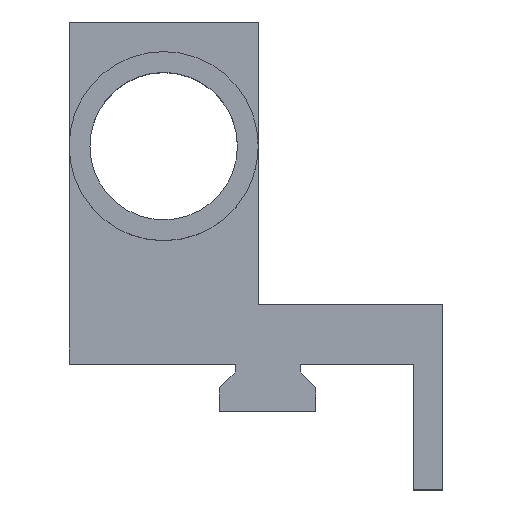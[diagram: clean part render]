
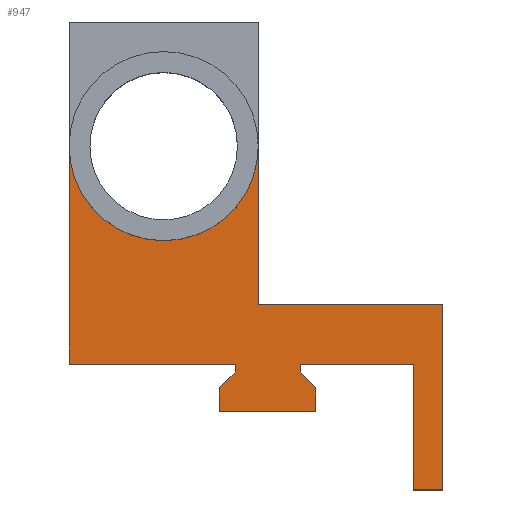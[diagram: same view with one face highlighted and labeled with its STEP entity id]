
A CAD part, top view. The second image highlights one B-rep face of the part: STEP entity #947.
In plain terms, the highlighted planar face has unit normal (0, 0, 1).
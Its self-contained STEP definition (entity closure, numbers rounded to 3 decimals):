
#57=CIRCLE('',#1010,9.55);
#92=FACE_OUTER_BOUND('',#145,.T.);
#145=EDGE_LOOP('',(#792,#793,#794,#795,#796,#797,#798,#799,#800,#801,#802,
#803,#804,#805,#806,#807));
#250=LINE('',#2292,#325);
#251=LINE('',#2294,#326);
#252=LINE('',#2296,#327);
#253=LINE('',#2298,#328);
#254=LINE('',#2300,#329);
#255=LINE('',#2302,#330);
#256=LINE('',#2304,#331);
#257=LINE('',#2306,#332);
#258=LINE('',#2308,#333);
#259=LINE('',#2310,#334);
#260=LINE('',#2312,#335);
#261=LINE('',#2314,#336);
#262=LINE('',#2316,#337);
#263=LINE('',#2318,#338);
#264=LINE('',#2319,#339);
#325=VECTOR('',#1138,10.);
#326=VECTOR('',#1139,10.);
#327=VECTOR('',#1140,10.);
#328=VECTOR('',#1141,10.);
#329=VECTOR('',#1142,10.);
#330=VECTOR('',#1143,10.);
#331=VECTOR('',#1144,10.);
#332=VECTOR('',#1145,10.);
#333=VECTOR('',#1146,10.);
#334=VECTOR('',#1147,10.);
#335=VECTOR('',#1148,10.);
#336=VECTOR('',#1149,10.);
#337=VECTOR('',#1150,10.);
#338=VECTOR('',#1151,10.);
#339=VECTOR('',#1152,10.);
#433=VERTEX_POINT('',#2281);
#434=VERTEX_POINT('',#2283);
#435=VERTEX_POINT('',#2291);
#436=VERTEX_POINT('',#2293);
#437=VERTEX_POINT('',#2295);
#438=VERTEX_POINT('',#2297);
#439=VERTEX_POINT('',#2299);
#440=VERTEX_POINT('',#2301);
#441=VERTEX_POINT('',#2303);
#442=VERTEX_POINT('',#2305);
#443=VERTEX_POINT('',#2307);
#444=VERTEX_POINT('',#2309);
#445=VERTEX_POINT('',#2311);
#446=VERTEX_POINT('',#2313);
#447=VERTEX_POINT('',#2315);
#448=VERTEX_POINT('',#2317);
#557=EDGE_CURVE('',#434,#433,#57,.T.);
#561=EDGE_CURVE('',#433,#435,#250,.T.);
#562=EDGE_CURVE('',#436,#435,#251,.T.);
#563=EDGE_CURVE('',#436,#437,#252,.T.);
#564=EDGE_CURVE('',#437,#438,#253,.T.);
#565=EDGE_CURVE('',#438,#439,#254,.T.);
#566=EDGE_CURVE('',#439,#440,#255,.T.);
#567=EDGE_CURVE('',#440,#441,#256,.T.);
#568=EDGE_CURVE('',#441,#442,#257,.T.);
#569=EDGE_CURVE('',#442,#443,#258,.T.);
#570=EDGE_CURVE('',#444,#443,#259,.T.);
#571=EDGE_CURVE('',#445,#444,#260,.T.);
#572=EDGE_CURVE('',#446,#445,#261,.T.);
#573=EDGE_CURVE('',#447,#446,#262,.T.);
#574=EDGE_CURVE('',#448,#447,#263,.T.);
#575=EDGE_CURVE('',#448,#434,#264,.T.);
#792=ORIENTED_EDGE('',*,*,#557,.T.);
#793=ORIENTED_EDGE('',*,*,#561,.T.);
#794=ORIENTED_EDGE('',*,*,#562,.F.);
#795=ORIENTED_EDGE('',*,*,#563,.T.);
#796=ORIENTED_EDGE('',*,*,#564,.T.);
#797=ORIENTED_EDGE('',*,*,#565,.T.);
#798=ORIENTED_EDGE('',*,*,#566,.T.);
#799=ORIENTED_EDGE('',*,*,#567,.T.);
#800=ORIENTED_EDGE('',*,*,#568,.T.);
#801=ORIENTED_EDGE('',*,*,#569,.T.);
#802=ORIENTED_EDGE('',*,*,#570,.F.);
#803=ORIENTED_EDGE('',*,*,#571,.F.);
#804=ORIENTED_EDGE('',*,*,#572,.F.);
#805=ORIENTED_EDGE('',*,*,#573,.F.);
#806=ORIENTED_EDGE('',*,*,#574,.F.);
#807=ORIENTED_EDGE('',*,*,#575,.T.);
#897=PLANE('',#1014);
#947=ADVANCED_FACE('',(#92),#897,.T.);
#1010=AXIS2_PLACEMENT_3D('',#2284,#1126,#1127);
#1014=AXIS2_PLACEMENT_3D('',#2290,#1136,#1137);
#1126=DIRECTION('center_axis',(0.,0.,-1.));
#1127=DIRECTION('ref_axis',(1.,0.,0.));
#1136=DIRECTION('center_axis',(0.,0.,1.));
#1137=DIRECTION('ref_axis',(1.,0.,0.));
#1138=DIRECTION('',(0.,-1.,0.));
#1139=DIRECTION('',(-1.,0.,0.));
#1140=DIRECTION('',(0.,-1.,0.));
#1141=DIRECTION('',(-0.707,-0.707,0.));
#1142=DIRECTION('',(0.,-1.,0.));
#1143=DIRECTION('',(1.,0.,0.));
#1144=DIRECTION('',(0.,1.,0.));
#1145=DIRECTION('',(-0.707,0.707,0.));
#1146=DIRECTION('',(0.,1.,0.));
#1147=DIRECTION('',(-1.,0.,0.));
#1148=DIRECTION('',(0.,1.,0.));
#1149=DIRECTION('',(-1.,0.,0.));
#1150=DIRECTION('',(0.,-1.,0.));
#1151=DIRECTION('',(1.,0.,0.));
#1152=DIRECTION('',(0.,1.,0.));
#2281=CARTESIAN_POINT('',(-9.55,0.,0.));
#2283=CARTESIAN_POINT('',(9.55,0.,0.));
#2284=CARTESIAN_POINT('Origin',(0.,0.,0.));
#2290=CARTESIAN_POINT('Origin',(9.325,-11.075,0.));
#2291=CARTESIAN_POINT('',(-9.55,-22.,0.));
#2292=CARTESIAN_POINT('',(-9.55,12.55,0.));
#2293=CARTESIAN_POINT('',(7.225,-22.,0.));
#2294=CARTESIAN_POINT('',(25.2,-22.,0.));
#2295=CARTESIAN_POINT('',(7.225,-22.8,0.));
#2296=CARTESIAN_POINT('',(7.225,-22.,0.));
#2297=CARTESIAN_POINT('',(5.625,-24.4,0.));
#2298=CARTESIAN_POINT('',(7.225,-22.8,0.));
#2299=CARTESIAN_POINT('',(5.625,-26.8,0.));
#2300=CARTESIAN_POINT('',(5.625,-24.4,0.));
#2301=CARTESIAN_POINT('',(15.375,-26.8,0.));
#2302=CARTESIAN_POINT('',(5.625,-26.8,0.));
#2303=CARTESIAN_POINT('',(15.375,-24.4,0.));
#2304=CARTESIAN_POINT('',(15.375,-26.8,0.));
#2305=CARTESIAN_POINT('',(13.775,-22.8,0.));
#2306=CARTESIAN_POINT('',(15.375,-24.4,0.));
#2307=CARTESIAN_POINT('',(13.775,-22.,0.));
#2308=CARTESIAN_POINT('',(13.775,-22.8,0.));
#2309=CARTESIAN_POINT('',(25.2,-22.,0.));
#2310=CARTESIAN_POINT('',(25.2,-22.,0.));
#2311=CARTESIAN_POINT('',(25.2,-34.7,0.));
#2312=CARTESIAN_POINT('',(25.2,-34.7,0.));
#2313=CARTESIAN_POINT('',(28.2,-34.7,0.));
#2314=CARTESIAN_POINT('',(28.2,-34.7,0.));
#2315=CARTESIAN_POINT('',(28.2,-16.,0.));
#2316=CARTESIAN_POINT('',(28.2,-16.,0.));
#2317=CARTESIAN_POINT('',(9.55,-16.,0.));
#2318=CARTESIAN_POINT('',(-9.55,-16.,0.));
#2319=CARTESIAN_POINT('',(9.55,-16.,0.));
